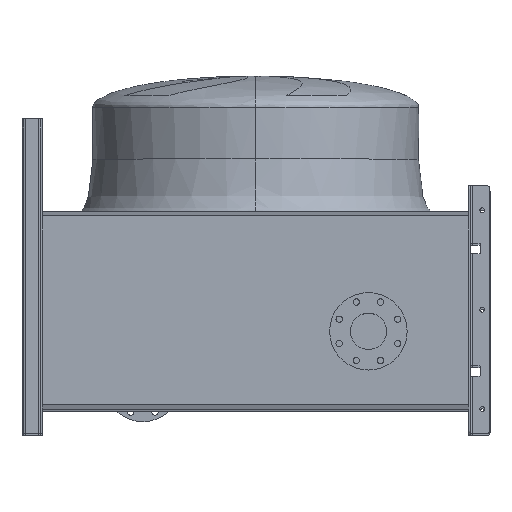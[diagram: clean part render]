
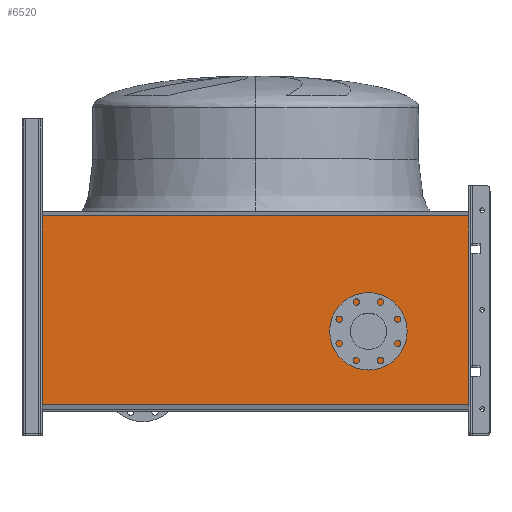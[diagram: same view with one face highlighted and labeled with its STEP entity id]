
A CAD part, top view. The second image highlights one B-rep face of the part: STEP entity #6520.
In plain terms, the highlighted planar face has unit normal (0, 0, 1).
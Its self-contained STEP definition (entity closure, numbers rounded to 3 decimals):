
#46 = EDGE_LOOP ( 'NONE', ( #7500, #3218 ) ) ;
#333 = DIRECTION ( 'NONE',  ( 0., 0., -1. ) ) ;
#338 = LINE ( 'NONE', #4978, #9763 ) ;
#784 = EDGE_CURVE ( 'NONE', #2465, #1999, #10473, .T. ) ;
#851 = CARTESIAN_POINT ( 'NONE',  ( 320., 220., 240. ) ) ;
#958 = CARTESIAN_POINT ( 'NONE',  ( -605., 12.578, 240. ) ) ;
#1068 = CARTESIAN_POINT ( 'NONE',  ( 1214.262, 547.422, 240. ) ) ;
#1139 = ORIENTED_EDGE ( 'NONE', *, *, #3245, .F. ) ;
#1387 = LINE ( 'NONE', #4895, #3742 ) ;
#1462 = CARTESIAN_POINT ( 'NONE',  ( 1214.262, 12.578, 240. ) ) ;
#1892 = VERTEX_POINT ( 'NONE', #5520 ) ;
#1999 = VERTEX_POINT ( 'NONE', #10046 ) ;
#2338 = DIRECTION ( 'NONE',  ( 0., -1., 0. ) ) ;
#2368 = CARTESIAN_POINT ( 'NONE',  ( 320., 274., 240. ) ) ;
#2402 = EDGE_CURVE ( 'NONE', #1999, #2465, #3227, .T. ) ;
#2465 = VERTEX_POINT ( 'NONE', #2368 ) ;
#2742 = EDGE_LOOP ( 'NONE', ( #1139, #3757, #4480, #11281 ) ) ;
#3218 = ORIENTED_EDGE ( 'NONE', *, *, #2402, .T. ) ;
#3227 = CIRCLE ( 'NONE', #3979, 54. ) ;
#3245 = EDGE_CURVE ( 'NONE', #1892, #6863, #1387, .T. ) ;
#3249 = FACE_OUTER_BOUND ( 'NONE', #2742, .T. ) ;
#3365 = EDGE_CURVE ( 'NONE', #5957, #5450, #11085, .T. ) ;
#3742 = VECTOR ( 'NONE', #2338, 1000. ) ;
#3757 = ORIENTED_EDGE ( 'NONE', *, *, #10859, .T. ) ;
#3960 = DIRECTION ( 'NONE',  ( -1., 0., 0. ) ) ;
#3979 = AXIS2_PLACEMENT_3D ( 'NONE', #8500, #333, #4133 ) ;
#4133 = DIRECTION ( 'NONE',  ( -1., 0., 0. ) ) ;
#4480 = ORIENTED_EDGE ( 'NONE', *, *, #3365, .T. ) ;
#4650 = DIRECTION ( 'NONE',  ( 0., 0., -1. ) ) ;
#4895 = CARTESIAN_POINT ( 'NONE',  ( 605., 12.578, 240. ) ) ;
#4908 = DIRECTION ( 'NONE',  ( -1., 0., 0. ) ) ;
#4978 = CARTESIAN_POINT ( 'NONE',  ( 1214.262, 12.578, 240. ) ) ;
#5325 = AXIS2_PLACEMENT_3D ( 'NONE', #851, #4650, #7217 ) ;
#5450 = VERTEX_POINT ( 'NONE', #7218 ) ;
#5520 = CARTESIAN_POINT ( 'NONE',  ( 605., 547.422, 240. ) ) ;
#5643 = VECTOR ( 'NONE', #9122, 1000. ) ;
#5766 = LINE ( 'NONE', #1068, #8609 ) ;
#5957 = VERTEX_POINT ( 'NONE', #6599 ) ;
#6485 = DIRECTION ( 'NONE',  ( -1., 0., 0. ) ) ;
#6520 = ADVANCED_FACE ( 'NONE', ( #3249, #10345 ), #10526, .F. ) ;
#6599 = CARTESIAN_POINT ( 'NONE',  ( -605., 547.422, 240. ) ) ;
#6863 = VERTEX_POINT ( 'NONE', #10933 ) ;
#6934 = DIRECTION ( 'NONE',  ( 0., 0., -1. ) ) ;
#7217 = DIRECTION ( 'NONE',  ( -1., 0., 0. ) ) ;
#7218 = CARTESIAN_POINT ( 'NONE',  ( -605., 12.578, 240. ) ) ;
#7415 = AXIS2_PLACEMENT_3D ( 'NONE', #1462, #6934, #4908 ) ;
#7500 = ORIENTED_EDGE ( 'NONE', *, *, #784, .T. ) ;
#8500 = CARTESIAN_POINT ( 'NONE',  ( 320., 220., 240. ) ) ;
#8609 = VECTOR ( 'NONE', #6485, 1000. ) ;
#9122 = DIRECTION ( 'NONE',  ( 0., -1., 0. ) ) ;
#9763 = VECTOR ( 'NONE', #3960, 1000. ) ;
#9822 = EDGE_CURVE ( 'NONE', #6863, #5450, #338, .T. ) ;
#10046 = CARTESIAN_POINT ( 'NONE',  ( 320., 166., 240. ) ) ;
#10345 = FACE_BOUND ( 'NONE', #46, .T. ) ;
#10473 = CIRCLE ( 'NONE', #5325, 54. ) ;
#10526 = PLANE ( 'NONE',  #7415 ) ;
#10859 = EDGE_CURVE ( 'NONE', #1892, #5957, #5766, .T. ) ;
#10933 = CARTESIAN_POINT ( 'NONE',  ( 605., 12.578, 240. ) ) ;
#11085 = LINE ( 'NONE', #958, #5643 ) ;
#11281 = ORIENTED_EDGE ( 'NONE', *, *, #9822, .F. ) ;
